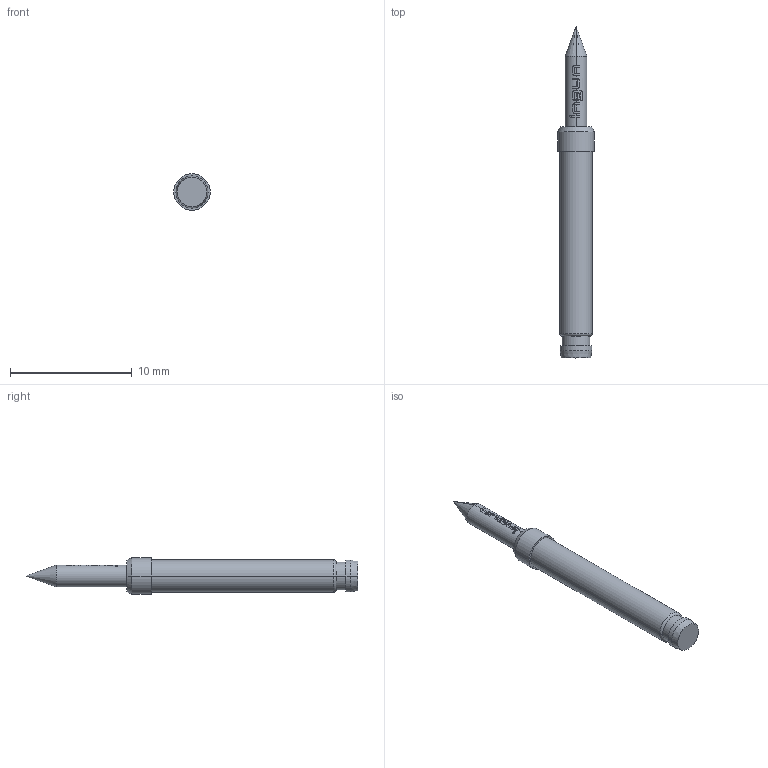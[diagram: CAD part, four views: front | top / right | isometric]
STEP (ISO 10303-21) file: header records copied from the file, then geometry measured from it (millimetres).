
FILE_DESCRIPTION (( 'STEP AP203' ), '1' );
FILE_NAME ('INGUN_GKS-113_201_180_R_xx02.STEP', '2022-08-31T07:25:38', ( 'ochi' ), ( '' ), 'SwSTEP 2.0', 'SolidWorks 2021', '' );
FILE_SCHEMA (( 'CONFIG_CONTROL_DESIGN' ));
Length unit declared in the file: millimetre
Products named in the file (1): INGUN_GKS-113_201_180_R_xx02
Bounding box: 3 x 27.3 x 3 mm (x, y, z)
Volume: 123 mm3; surface area: 210.9 mm2
Topology: 1 solids, 1 shells, 94 faces, 257 edges, 167 vertices
Faces by surface type: plane 44, bspline 22, cylinder 20, cone 6, torus 2
Entity records: 3330 total; most frequent: CARTESIAN_POINT 1037, ORIENTED_EDGE 510, DIRECTION 399, EDGE_CURVE 255, VERTEX_POINT 167, AXIS2_PLACEMENT_3D 157, EDGE_LOOP 98, FACE_OUTER_BOUND 94
